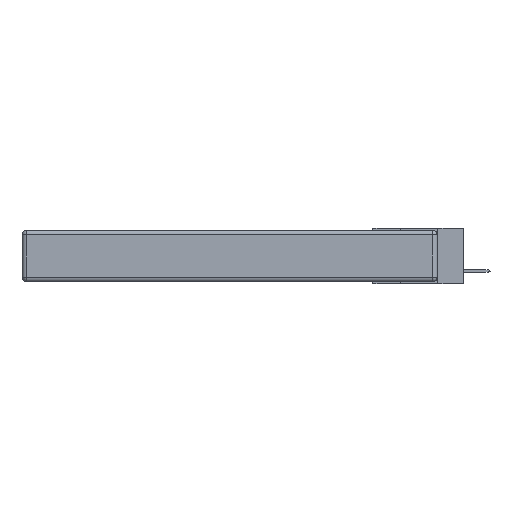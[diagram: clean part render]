
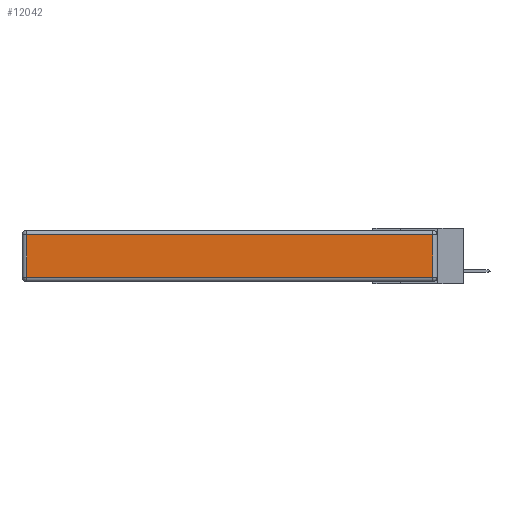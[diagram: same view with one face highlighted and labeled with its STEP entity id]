
A CAD part, left-side view. The second image highlights one B-rep face of the part: STEP entity #12042.
In plain terms, the highlighted planar face has unit normal (-1, 0, 0).
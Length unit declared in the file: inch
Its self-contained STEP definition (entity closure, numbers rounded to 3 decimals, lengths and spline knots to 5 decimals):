
#652 = LINE ( 'NONE', #15852, #16654 ) ;
#917 = VERTEX_POINT ( 'NONE', #9525 ) ;
#1121 = VECTOR ( 'NONE', #2136, 39.37008 ) ;
#1900 = VECTOR ( 'NONE', #7514, 39.37008 ) ;
#2136 = DIRECTION ( 'NONE',  ( 0., -1., 0. ) ) ;
#2381 = VERTEX_POINT ( 'NONE', #14513 ) ;
#2651 = FACE_OUTER_BOUND ( 'NONE', #5580, .T. ) ;
#2863 = ORIENTED_EDGE ( 'NONE', *, *, #8433, .T. ) ;
#2987 = LINE ( 'NONE', #10068, #1121 ) ;
#3216 = LINE ( 'NONE', #16337, #11199 ) ;
#4975 = ORIENTED_EDGE ( 'NONE', *, *, #11791, .T. ) ;
#5580 = EDGE_LOOP ( 'NONE', ( #8044, #13603, #2863, #4975 ) ) ;
#5924 = CARTESIAN_POINT ( 'NONE',  ( 0., 0., -0.343 ) ) ;
#6130 = CARTESIAN_POINT ( 'NONE',  ( 0., 2.72, -0.343 ) ) ;
#6882 = CARTESIAN_POINT ( 'NONE',  ( 0., 0.03, -0.03 ) ) ;
#7081 = EDGE_CURVE ( 'NONE', #16810, #2381, #2987, .T. ) ;
#7181 = LINE ( 'NONE', #6130, #1900 ) ;
#7514 = DIRECTION ( 'NONE',  ( 0., 0., -1. ) ) ;
#8044 = ORIENTED_EDGE ( 'NONE', *, *, #7081, .T. ) ;
#8433 = EDGE_CURVE ( 'NONE', #14766, #917, #652, .T. ) ;
#8760 = DIRECTION ( 'NONE',  ( 0., 0., 1. ) ) ;
#9525 = CARTESIAN_POINT ( 'NONE',  ( 0., 2.72, -0.03 ) ) ;
#10068 = CARTESIAN_POINT ( 'NONE',  ( 0., 0., -0.313 ) ) ;
#10639 = DIRECTION ( 'NONE',  ( 0., 1., 0. ) ) ;
#10837 = CARTESIAN_POINT ( 'NONE',  ( 0., 2.72, -0.313 ) ) ;
#11199 = VECTOR ( 'NONE', #16452, 39.37008 ) ;
#11791 = EDGE_CURVE ( 'NONE', #917, #16810, #7181, .T. ) ;
#12042 = ADVANCED_FACE ( 'NONE', ( #2651 ), #16544, .T. ) ;
#13534 = EDGE_CURVE ( 'NONE', #2381, #14766, #3216, .T. ) ;
#13603 = ORIENTED_EDGE ( 'NONE', *, *, #13534, .T. ) ;
#14513 = CARTESIAN_POINT ( 'NONE',  ( 0., 0.03, -0.313 ) ) ;
#14766 = VERTEX_POINT ( 'NONE', #6882 ) ;
#14905 = AXIS2_PLACEMENT_3D ( 'NONE', #5924, #15096, #8760 ) ;
#15096 = DIRECTION ( 'NONE',  ( -1., 0., 0. ) ) ;
#15852 = CARTESIAN_POINT ( 'NONE',  ( 0., 2.75, -0.03 ) ) ;
#16337 = CARTESIAN_POINT ( 'NONE',  ( 0., 0.03, -0.343 ) ) ;
#16452 = DIRECTION ( 'NONE',  ( 0., 0., 1. ) ) ;
#16544 = PLANE ( 'NONE',  #14905 ) ;
#16654 = VECTOR ( 'NONE', #10639, 39.37008 ) ;
#16810 = VERTEX_POINT ( 'NONE', #10837 ) ;
